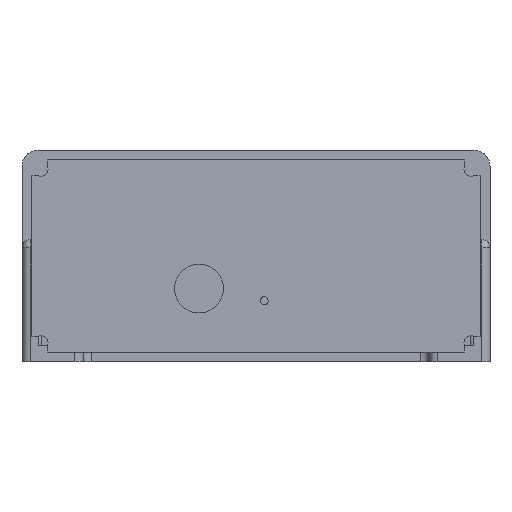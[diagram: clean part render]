
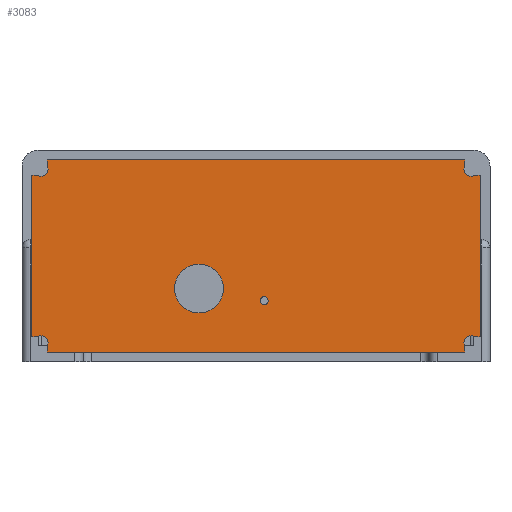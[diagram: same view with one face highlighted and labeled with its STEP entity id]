
A CAD part, front view. The second image highlights one B-rep face of the part: STEP entity #3083.
In plain terms, the highlighted planar face has unit normal (0, -1, 0).
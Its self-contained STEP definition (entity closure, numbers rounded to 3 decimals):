
#50=FACE_BOUND('',#469,.T.);
#51=FACE_BOUND('',#470,.T.);
#289=FACE_OUTER_BOUND('',#468,.T.);
#468=EDGE_LOOP('',(#2743,#2744,#2745,#2746,#2747,#2748,#2749,#2750,#2751,
#2752,#2753,#2754,#2755,#2756,#2757,#2758));
#469=EDGE_LOOP('',(#2759));
#470=EDGE_LOOP('',(#2760));
#570=CIRCLE('',#3363,0.5);
#571=CIRCLE('',#3367,0.9);
#572=CIRCLE('',#3368,0.9);
#573=CIRCLE('',#3369,0.9);
#574=CIRCLE('',#3370,0.9);
#575=CIRCLE('',#3371,3.);
#857=LINE('',#5971,#1173);
#861=LINE('',#5980,#1177);
#864=LINE('',#5986,#1180);
#865=LINE('',#5988,#1181);
#866=LINE('',#5992,#1182);
#867=LINE('',#5994,#1183);
#868=LINE('',#5996,#1184);
#869=LINE('',#6000,#1185);
#870=LINE('',#6002,#1186);
#871=LINE('',#6004,#1187);
#872=LINE('',#6008,#1188);
#873=LINE('',#6009,#1189);
#1173=VECTOR('',#4170,10.);
#1177=VECTOR('',#4176,10.);
#1180=VECTOR('',#4181,10.);
#1181=VECTOR('',#4182,10.);
#1182=VECTOR('',#4185,10.);
#1183=VECTOR('',#4186,10.);
#1184=VECTOR('',#4187,10.);
#1185=VECTOR('',#4190,10.);
#1186=VECTOR('',#4191,10.);
#1187=VECTOR('',#4192,10.);
#1188=VECTOR('',#4195,10.);
#1189=VECTOR('',#4196,10.);
#1466=VERTEX_POINT('',#5963);
#1467=VERTEX_POINT('',#5967);
#1469=VERTEX_POINT('',#5970);
#1471=VERTEX_POINT('',#5976);
#1473=VERTEX_POINT('',#5979);
#1475=VERTEX_POINT('',#5985);
#1476=VERTEX_POINT('',#5987);
#1477=VERTEX_POINT('',#5989);
#1478=VERTEX_POINT('',#5991);
#1479=VERTEX_POINT('',#5993);
#1480=VERTEX_POINT('',#5995);
#1481=VERTEX_POINT('',#5997);
#1482=VERTEX_POINT('',#5999);
#1483=VERTEX_POINT('',#6001);
#1484=VERTEX_POINT('',#6003);
#1485=VERTEX_POINT('',#6005);
#1486=VERTEX_POINT('',#6007);
#1487=VERTEX_POINT('',#6011);
#1895=EDGE_CURVE('',#1466,#1466,#570,.T.);
#1897=EDGE_CURVE('',#1469,#1467,#857,.T.);
#1901=EDGE_CURVE('',#1473,#1471,#861,.T.);
#1904=EDGE_CURVE('',#1471,#1475,#864,.T.);
#1905=EDGE_CURVE('',#1475,#1476,#865,.T.);
#1906=EDGE_CURVE('',#1476,#1477,#571,.T.);
#1907=EDGE_CURVE('',#1477,#1478,#866,.T.);
#1908=EDGE_CURVE('',#1478,#1479,#867,.T.);
#1909=EDGE_CURVE('',#1479,#1480,#868,.T.);
#1910=EDGE_CURVE('',#1480,#1481,#572,.T.);
#1911=EDGE_CURVE('',#1481,#1482,#869,.T.);
#1912=EDGE_CURVE('',#1482,#1483,#870,.T.);
#1913=EDGE_CURVE('',#1483,#1484,#871,.T.);
#1914=EDGE_CURVE('',#1484,#1485,#573,.T.);
#1915=EDGE_CURVE('',#1485,#1486,#872,.T.);
#1916=EDGE_CURVE('',#1486,#1469,#873,.T.);
#1917=EDGE_CURVE('',#1467,#1473,#574,.T.);
#1918=EDGE_CURVE('',#1487,#1487,#575,.T.);
#2743=ORIENTED_EDGE('',*,*,#1901,.T.);
#2744=ORIENTED_EDGE('',*,*,#1904,.T.);
#2745=ORIENTED_EDGE('',*,*,#1905,.T.);
#2746=ORIENTED_EDGE('',*,*,#1906,.T.);
#2747=ORIENTED_EDGE('',*,*,#1907,.T.);
#2748=ORIENTED_EDGE('',*,*,#1908,.T.);
#2749=ORIENTED_EDGE('',*,*,#1909,.T.);
#2750=ORIENTED_EDGE('',*,*,#1910,.T.);
#2751=ORIENTED_EDGE('',*,*,#1911,.T.);
#2752=ORIENTED_EDGE('',*,*,#1912,.T.);
#2753=ORIENTED_EDGE('',*,*,#1913,.T.);
#2754=ORIENTED_EDGE('',*,*,#1914,.T.);
#2755=ORIENTED_EDGE('',*,*,#1915,.T.);
#2756=ORIENTED_EDGE('',*,*,#1916,.T.);
#2757=ORIENTED_EDGE('',*,*,#1897,.T.);
#2758=ORIENTED_EDGE('',*,*,#1917,.T.);
#2759=ORIENTED_EDGE('',*,*,#1895,.T.);
#2760=ORIENTED_EDGE('',*,*,#1918,.T.);
#2922=PLANE('',#3366);
#3083=ADVANCED_FACE('',(#289,#50,#51),#2922,.F.);
#3363=AXIS2_PLACEMENT_3D('',#5965,#4165,#4166);
#3366=AXIS2_PLACEMENT_3D('',#5984,#4179,#4180);
#3367=AXIS2_PLACEMENT_3D('',#5990,#4183,#4184);
#3368=AXIS2_PLACEMENT_3D('',#5998,#4188,#4189);
#3369=AXIS2_PLACEMENT_3D('',#6006,#4193,#4194);
#3370=AXIS2_PLACEMENT_3D('',#6010,#4197,#4198);
#3371=AXIS2_PLACEMENT_3D('',#6012,#4199,#4200);
#4165=DIRECTION('center_axis',(0.,1.,0.));
#4166=DIRECTION('ref_axis',(-1.,0.,0.));
#4170=DIRECTION('',(-1.,0.,0.));
#4176=DIRECTION('',(0.,0.,1.));
#4179=DIRECTION('center_axis',(0.,1.,0.));
#4180=DIRECTION('ref_axis',(-1.,0.,0.));
#4181=DIRECTION('',(-1.,0.,0.));
#4182=DIRECTION('',(0.,0.,-1.));
#4183=DIRECTION('center_axis',(0.,1.,0.));
#4184=DIRECTION('ref_axis',(-1.,0.,0.));
#4185=DIRECTION('',(-1.,0.,0.));
#4186=DIRECTION('',(0.,0.,-1.));
#4187=DIRECTION('',(1.,0.,0.));
#4188=DIRECTION('center_axis',(0.,1.,0.));
#4189=DIRECTION('ref_axis',(-1.,0.,0.));
#4190=DIRECTION('',(0.,0.,-1.));
#4191=DIRECTION('',(1.,0.,0.));
#4192=DIRECTION('',(0.,0.,1.));
#4193=DIRECTION('center_axis',(0.,1.,0.));
#4194=DIRECTION('ref_axis',(-1.,0.,0.));
#4195=DIRECTION('',(1.,0.,0.));
#4196=DIRECTION('',(0.,0.,1.));
#4197=DIRECTION('center_axis',(0.,1.,0.));
#4198=DIRECTION('ref_axis',(-1.,0.,0.));
#4199=DIRECTION('center_axis',(0.,1.,0.));
#4200=DIRECTION('ref_axis',(-1.,0.,0.));
#5963=CARTESIAN_POINT('',(1.5,13.75,7.5));
#5965=CARTESIAN_POINT('Origin',(1.,13.75,7.5));
#5967=CARTESIAN_POINT('',(26.862,13.75,22.9));
#5970=CARTESIAN_POINT('',(27.55,13.75,22.9));
#5971=CARTESIAN_POINT('',(13.875,13.75,22.9));
#5976=CARTESIAN_POINT('',(25.65,13.75,24.8));
#5979=CARTESIAN_POINT('',(25.65,13.75,24.112));
#5980=CARTESIAN_POINT('',(25.65,13.75,18.35));
#5984=CARTESIAN_POINT('Origin',(0.,13.75,13.));
#5985=CARTESIAN_POINT('',(-25.65,13.75,24.8));
#5986=CARTESIAN_POINT('',(26.75,13.75,24.8));
#5987=CARTESIAN_POINT('',(-25.65,13.75,24.112));
#5988=CARTESIAN_POINT('',(-25.65,13.75,19.));
#5989=CARTESIAN_POINT('',(-26.862,13.75,22.9));
#5990=CARTESIAN_POINT('Origin',(-26.45,13.75,23.7));
#5991=CARTESIAN_POINT('',(-27.55,13.75,22.9));
#5992=CARTESIAN_POINT('',(-13.225,13.75,22.9));
#5993=CARTESIAN_POINT('',(-27.55,13.75,3.1));
#5994=CARTESIAN_POINT('',(-27.55,13.75,24.));
#5995=CARTESIAN_POINT('',(-26.862,13.75,3.1));
#5996=CARTESIAN_POINT('',(-13.825,13.75,3.1));
#5997=CARTESIAN_POINT('',(-25.65,13.75,1.888));
#5998=CARTESIAN_POINT('Origin',(-26.45,13.75,2.3));
#5999=CARTESIAN_POINT('',(-25.65,13.75,1.2));
#6000=CARTESIAN_POINT('',(-25.65,13.75,7.65));
#6001=CARTESIAN_POINT('',(25.65,13.75,1.2));
#6002=CARTESIAN_POINT('',(-27.55,13.75,1.2));
#6003=CARTESIAN_POINT('',(25.65,13.75,1.888));
#6004=CARTESIAN_POINT('',(25.65,13.75,7.));
#6005=CARTESIAN_POINT('',(26.862,13.75,3.1));
#6006=CARTESIAN_POINT('Origin',(26.45,13.75,2.3));
#6007=CARTESIAN_POINT('',(27.55,13.75,3.1));
#6008=CARTESIAN_POINT('',(13.225,13.75,3.1));
#6009=CARTESIAN_POINT('',(27.55,13.75,1.2));
#6010=CARTESIAN_POINT('Origin',(26.45,13.75,23.7));
#6011=CARTESIAN_POINT('',(-4.,13.75,9.));
#6012=CARTESIAN_POINT('Origin',(-7.,13.75,9.));
